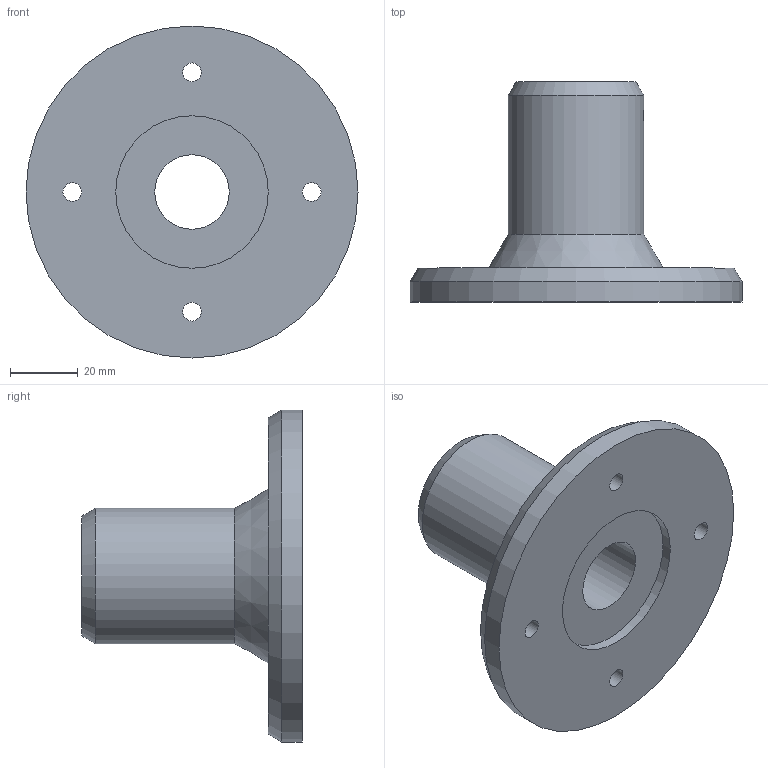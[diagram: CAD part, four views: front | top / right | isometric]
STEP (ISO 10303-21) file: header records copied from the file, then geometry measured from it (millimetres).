
FILE_DESCRIPTION(/* description */ ('Mounting Flange'),/* implementation_level */ '2;1');
FILE_NAME(/* name */ 'SBT-MF-M30.stp',/* time_stamp */ '2022-01-20T08:40:07+01:00',/* author */ ('S. Sandt'),/* organization */ ('di-soric GmbH & Co. KG'),/* preprocessor_version */ 'ST-DEVELOPER v18.1',/* originating_system */ 'Autodesk Inventor 2021',/* authorisation */ '');
FILE_SCHEMA (('AUTOMOTIVE_DESIGN { 1 0 10303 214 3 1 1 }'));
Length unit declared in the file: millimetre
Products named in the file (1): 550.0564.321
Bounding box: 98 x 65 x 98 mm (x, y, z)
Volume: 107516.4 mm3; surface area: 29482.6 mm2
Topology: 1 solids, 1 shells, 26 faces, 54 edges, 35 vertices
Faces by surface type: cylinder 14, plane 9, cone 3
Full cylindrical faces by diameter (mm): 4.134 x1, 5.5 x4, 13 x4, 22 x1, 28.16 x1, 40 x1, 45 x1, 98 x1
Entity records: 829 total; most frequent: CARTESIAN_POINT 186, DIRECTION 133, ORIENTED_EDGE 108, AXIS2_PLACEMENT_3D 57, EDGE_CURVE 54, EDGE_LOOP 43, VERTEX_POINT 35, CIRCLE 30
